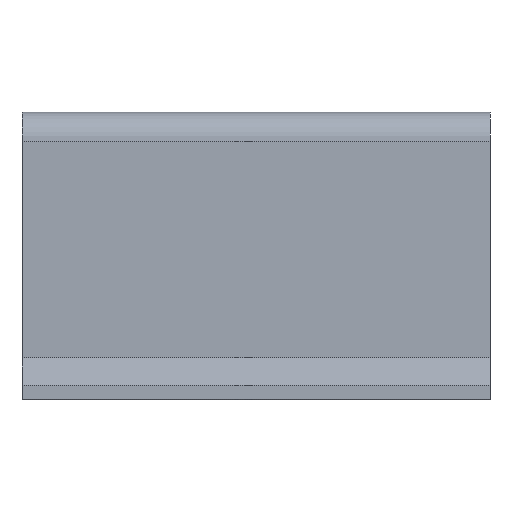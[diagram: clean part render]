
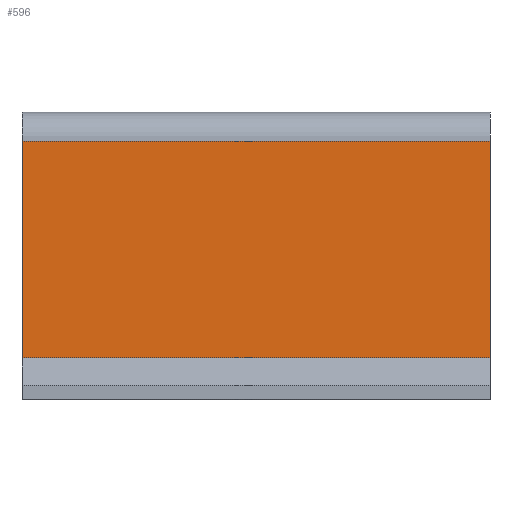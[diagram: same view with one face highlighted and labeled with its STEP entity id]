
A CAD part, left-side view. The second image highlights one B-rep face of the part: STEP entity #596.
In plain terms, the highlighted planar face has unit normal (-1, 0, 0).
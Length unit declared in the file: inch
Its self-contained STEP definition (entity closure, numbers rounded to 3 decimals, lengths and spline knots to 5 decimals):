
#536=CARTESIAN_POINT('',(9.60224,2.30558,-0.34657));
#537=VERTEX_POINT('',#536);
#544=CARTESIAN_POINT('',(9.60224,3.80558,-0.34657));
#545=VERTEX_POINT('',#544);
#546=CARTESIAN_POINT('',(9.60224,5.30558,-0.34657));
#547=DIRECTION('',(0.,1.,0.));
#548=VECTOR('',#547,1.);
#549=LINE('',#546,#548);
#550=EDGE_CURVE('',#537,#545,#549,.T.);
#566=ORIENTED_EDGE('',*,*,#550,.F.);
#567=CARTESIAN_POINT('',(9.60224,2.30558,0.34687));
#568=VERTEX_POINT('',#567);
#569=CARTESIAN_POINT('',(9.60224,2.30558,-0.34657));
#570=DIRECTION('',(0.,0.,1.));
#571=VECTOR('',#570,1.);
#572=LINE('',#569,#571);
#573=EDGE_CURVE('',#537,#568,#572,.T.);
#574=ORIENTED_EDGE('',*,*,#573,.T.);
#575=CARTESIAN_POINT('',(9.60224,3.80558,0.34687));
#576=VERTEX_POINT('',#575);
#577=CARTESIAN_POINT('',(9.60224,5.30558,0.34687));
#578=DIRECTION('',(0.,-1.,0.));
#579=VECTOR('',#578,1.);
#580=LINE('',#577,#579);
#581=EDGE_CURVE('',#576,#568,#580,.T.);
#582=ORIENTED_EDGE('',*,*,#581,.F.);
#583=CARTESIAN_POINT('',(9.60224,3.80558,0.22001));
#584=DIRECTION('',(0.,0.,-1.));
#585=VECTOR('',#584,1.);
#586=LINE('',#583,#585);
#587=EDGE_CURVE('',#576,#545,#586,.T.);
#588=ORIENTED_EDGE('',*,*,#587,.T.);
#589=EDGE_LOOP('',(#566,#574,#582,#588));
#590=FACE_OUTER_BOUND('',#589,.T.);
#591=CARTESIAN_POINT('',(9.60224,5.30558,0.00015));
#592=DIRECTION('',(-1.,0.,0.));
#593=DIRECTION('',(0.,0.,-1.));
#594=AXIS2_PLACEMENT_3D('',#591,#592,#593);
#595=PLANE('',#594);
#596=ADVANCED_FACE('',(#590),#595,.T.);
